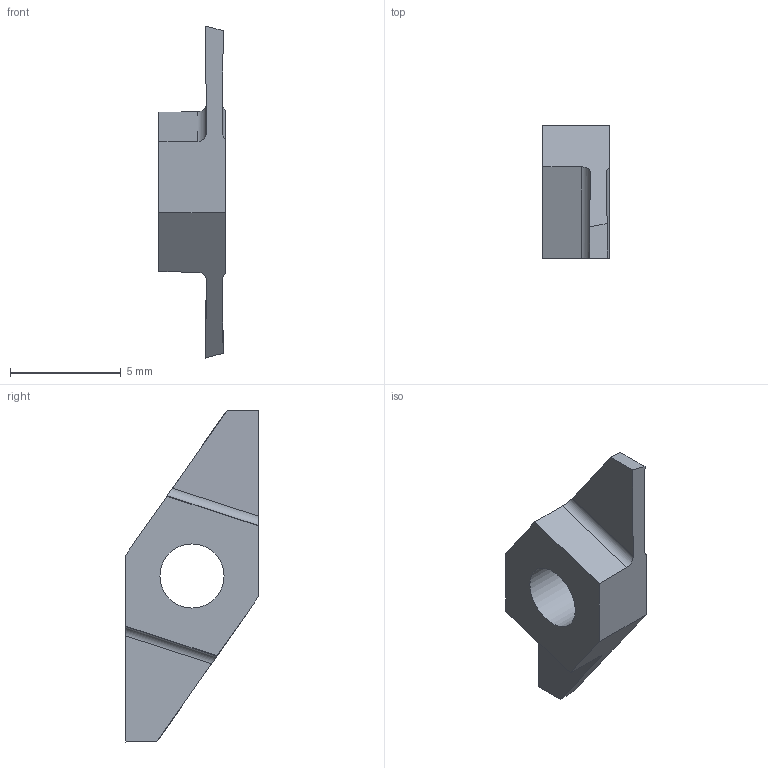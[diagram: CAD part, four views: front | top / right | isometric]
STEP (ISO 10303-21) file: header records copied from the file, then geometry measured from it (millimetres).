
FILE_DESCRIPTION (( 'STEP AP214' ), '1' );
FILE_NAME ('1-CUT-1602-01-34 stp.step', '2023-04-24T06:41:17', ( '' ), ( '' ), 'SwSTEP 2.0', 'SolidWorks 2022', '' );
FILE_SCHEMA (( 'AUTOMOTIVE_DESIGN' ));
Length unit declared in the file: millimetre
Products named in the file (1): 1-CUT-1602-01-34 stp
Bounding box: 3 x 6 x 15 mm (x, y, z)
Volume: 99.2 mm3; surface area: 206.9 mm2
Topology: 1 solids, 1 shells, 19 faces, 51 edges, 34 vertices
Faces by surface type: plane 14, cylinder 5
Full cylindrical faces by diameter (mm): 2.9 x1
Entity records: 620 total; most frequent: CARTESIAN_POINT 128, ORIENTED_EDGE 100, DIRECTION 84, EDGE_CURVE 50, LINE 40, VECTOR 40, VERTEX_POINT 34, AXIS2_PLACEMENT_3D 22
